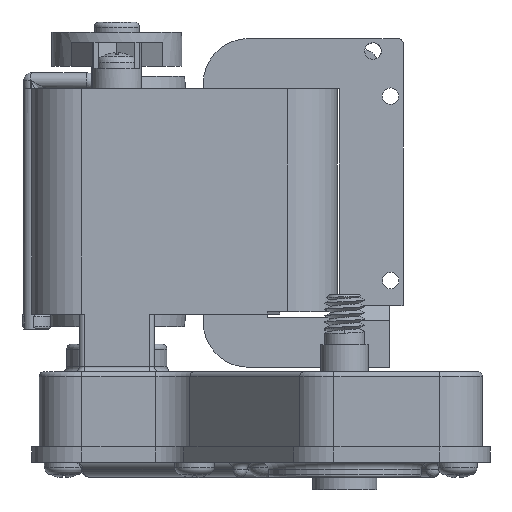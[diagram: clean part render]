
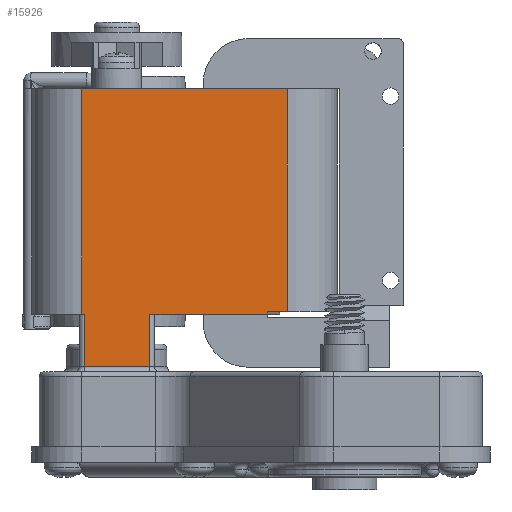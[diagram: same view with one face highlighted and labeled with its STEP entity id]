
A CAD part, front view. The second image highlights one B-rep face of the part: STEP entity #15926.
In plain terms, the highlighted planar face has unit normal (0, -1, 0).
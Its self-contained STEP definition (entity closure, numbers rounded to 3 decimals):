
#9062=CARTESIAN_POINT('',(-52.5,64.5,56.5));
#9063=VERTEX_POINT('',#9062);
#9071=CARTESIAN_POINT('',(-11.5,64.5,56.5));
#9072=VERTEX_POINT('',#9071);
#9073=CARTESIAN_POINT('',(-11.5,64.5,56.5));
#9074=DIRECTION('',(-1.0,0.0,0.0));
#9075=VECTOR('',#9074,41.);
#9076=LINE('',#9073,#9075);
#9077=EDGE_CURVE('',#9072,#9063,#9076,.T.);
#15829=CARTESIAN_POINT('',(-39.0,64.5,1.0));
#15830=VERTEX_POINT('',#15829);
#15839=CARTESIAN_POINT('',(-39.0,64.5,11.5));
#15840=VERTEX_POINT('',#15839);
#15848=CARTESIAN_POINT('',(-39.0,64.5,1.0));
#15849=DIRECTION('',(0.0,0.0,1.0));
#15850=VECTOR('',#15849,10.5);
#15851=LINE('',#15848,#15850);
#15852=EDGE_CURVE('',#15830,#15840,#15851,.T.);
#15857=CARTESIAN_POINT('',(-39.0,64.5,0.0));
#15858=DIRECTION('',(0.0,-1.0,0.0));
#15859=DIRECTION('',(0.0,0.0,-1.0));
#15860=AXIS2_PLACEMENT_3D('',#15857,#15858,#15859);
#15861=PLANE('',#15860);
#15862=CARTESIAN_POINT('',(-52.0,64.5,1.0));
#15863=VERTEX_POINT('',#15862);
#15864=CARTESIAN_POINT('',(-39.0,64.5,1.0));
#15865=DIRECTION('',(-1.0,0.0,0.0));
#15866=VECTOR('',#15865,13.0);
#15867=LINE('',#15864,#15866);
#15868=EDGE_CURVE('',#15830,#15863,#15867,.T.);
#15869=ORIENTED_EDGE('',*,*,#15868,.F.);
#15870=ORIENTED_EDGE('',*,*,#15852,.T.);
#15871=CARTESIAN_POINT('',(-15.5,64.5,11.5));
#15872=VERTEX_POINT('',#15871);
#15873=CARTESIAN_POINT('',(-39.0,64.5,11.5));
#15874=DIRECTION('',(1.0,0.0,0.0));
#15875=VECTOR('',#15874,23.5);
#15876=LINE('',#15873,#15875);
#15877=EDGE_CURVE('',#15840,#15872,#15876,.T.);
#15878=ORIENTED_EDGE('',*,*,#15877,.T.);
#15879=CARTESIAN_POINT('',(-15.5,64.5,12.));
#15880=VERTEX_POINT('',#15879);
#15881=CARTESIAN_POINT('',(-15.5,64.5,11.5));
#15882=DIRECTION('',(0.0,0.0,1.0));
#15883=VECTOR('',#15882,0.5);
#15884=LINE('',#15881,#15883);
#15885=EDGE_CURVE('',#15872,#15880,#15884,.T.);
#15886=ORIENTED_EDGE('',*,*,#15885,.T.);
#15887=CARTESIAN_POINT('',(-11.5,64.5,12.));
#15888=VERTEX_POINT('',#15887);
#15889=CARTESIAN_POINT('',(-15.5,64.5,12.));
#15890=DIRECTION('',(1.0,0.0,0.0));
#15891=VECTOR('',#15890,4.0);
#15892=LINE('',#15889,#15891);
#15893=EDGE_CURVE('',#15880,#15888,#15892,.T.);
#15894=ORIENTED_EDGE('',*,*,#15893,.T.);
#15895=CARTESIAN_POINT('',(-11.5,64.5,56.5));
#15896=DIRECTION('',(0.0,0.0,-1.0));
#15897=VECTOR('',#15896,44.5);
#15898=LINE('',#15895,#15897);
#15899=EDGE_CURVE('',#9072,#15888,#15898,.T.);
#15900=ORIENTED_EDGE('',*,*,#15899,.F.);
#15901=ORIENTED_EDGE('',*,*,#9077,.T.);
#15902=CARTESIAN_POINT('',(-52.5,64.5,11.5));
#15903=VERTEX_POINT('',#15902);
#15904=CARTESIAN_POINT('',(-52.5,64.5,11.5));
#15905=DIRECTION('',(0.0,0.0,1.0));
#15906=VECTOR('',#15905,45.0);
#15907=LINE('',#15904,#15906);
#15908=EDGE_CURVE('',#15903,#9063,#15907,.T.);
#15909=ORIENTED_EDGE('',*,*,#15908,.F.);
#15910=CARTESIAN_POINT('',(-52.0,64.5,11.5));
#15911=VERTEX_POINT('',#15910);
#15912=CARTESIAN_POINT('',(-52.5,64.5,11.5));
#15913=DIRECTION('',(1.0,0.0,0.0));
#15914=VECTOR('',#15913,0.5);
#15915=LINE('',#15912,#15914);
#15916=EDGE_CURVE('',#15903,#15911,#15915,.T.);
#15917=ORIENTED_EDGE('',*,*,#15916,.T.);
#15918=CARTESIAN_POINT('',(-52.0,64.5,1.0));
#15919=DIRECTION('',(0.0,0.0,1.0));
#15920=VECTOR('',#15919,10.5);
#15921=LINE('',#15918,#15920);
#15922=EDGE_CURVE('',#15863,#15911,#15921,.T.);
#15923=ORIENTED_EDGE('',*,*,#15922,.F.);
#15924=EDGE_LOOP('',(#15869,#15870,#15878,#15886,#15894,#15900,#15901,#15909,#15917,#15923));
#15925=FACE_OUTER_BOUND('',#15924,.T.);
#15926=ADVANCED_FACE('',(#15925),#15861,.T.);
